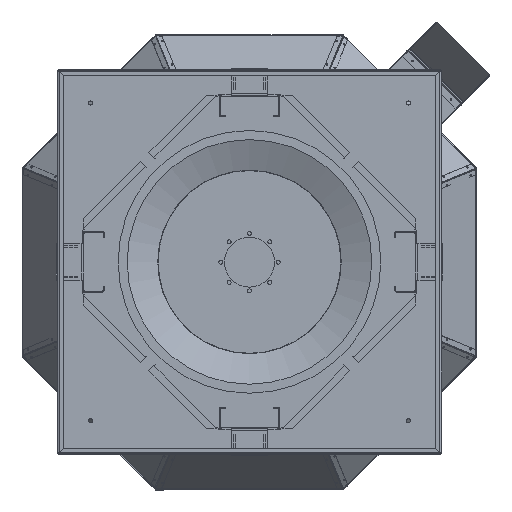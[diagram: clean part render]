
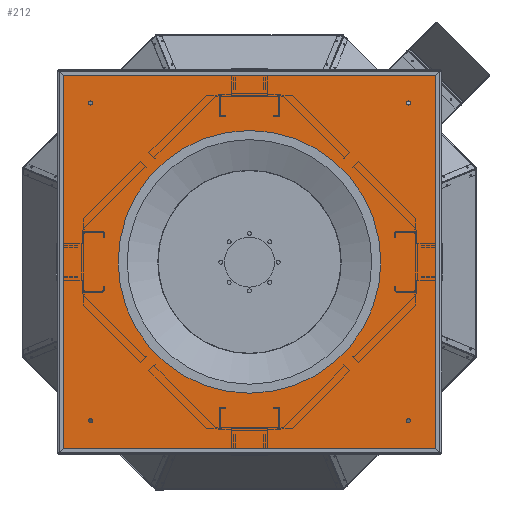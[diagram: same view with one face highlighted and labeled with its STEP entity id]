
A CAD part, top view. The second image highlights one B-rep face of the part: STEP entity #212.
In plain terms, the highlighted planar face has unit normal (0, 0, 1).
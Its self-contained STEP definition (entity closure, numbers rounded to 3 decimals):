
#212=ADVANCED_FACE('',(#36459,#36461,#36463,#36465,#36467,#36469),#36471,.T.);
#36459=FACE_BOUND('',#36460,.T.);
#36460=EDGE_LOOP('',(#73256,#73257,#73258,#73259));
#36461=FACE_BOUND('',#36462,.T.);
#36462=EDGE_LOOP('',(#73260));
#36463=FACE_BOUND('',#36464,.T.);
#36464=EDGE_LOOP('',(#73261));
#36465=FACE_BOUND('',#36466,.T.);
#36466=EDGE_LOOP('',(#73262));
#36467=FACE_BOUND('',#36468,.T.);
#36468=EDGE_LOOP('',(#73263));
#36469=FACE_BOUND('',#36470,.T.);
#36470=EDGE_LOOP('',(#73264));
#36471=PLANE('',#36472);
#36472=AXIS2_PLACEMENT_3D('',#36473,#36474,#36475);
#36473=CARTESIAN_POINT('',(0.,0.,3.));
#36474=DIRECTION('',(0.,0.,1.));
#36475=DIRECTION('',(-1.,0.,0.));
#73256=ORIENTED_EDGE('',*,*,#95344,.F.);
#73257=ORIENTED_EDGE('',*,*,#95345,.F.);
#73258=ORIENTED_EDGE('',*,*,#95346,.F.);
#73259=ORIENTED_EDGE('',*,*,#95347,.T.);
#73260=ORIENTED_EDGE('',*,*,#95348,.F.);
#73261=ORIENTED_EDGE('',*,*,#95349,.T.);
#73262=ORIENTED_EDGE('',*,*,#95350,.T.);
#73263=ORIENTED_EDGE('',*,*,#95351,.T.);
#73264=ORIENTED_EDGE('',*,*,#95352,.T.);
#95344=EDGE_CURVE('',#106241,#106242,#106243,.T.);
#95345=EDGE_CURVE('',#106244,#106241,#106245,.T.);
#95346=EDGE_CURVE('',#106246,#106244,#106247,.T.);
#95347=EDGE_CURVE('',#106246,#106242,#106248,.T.);
#95348=EDGE_CURVE('',#106249,#106249,#106250,.F.);
#95349=EDGE_CURVE('',#106251,#106251,#106252,.F.);
#95350=EDGE_CURVE('',#106253,#106253,#106254,.F.);
#95351=EDGE_CURVE('',#106255,#106255,#106256,.F.);
#95352=EDGE_CURVE('',#106257,#106257,#106258,.F.);
#106241=VERTEX_POINT('',#122834);
#106242=VERTEX_POINT('',#122835);
#106243=LINE('',#122836,#122837);
#106244=VERTEX_POINT('',#122839);
#106245=LINE('',#122840,#122841);
#106246=VERTEX_POINT('',#122843);
#106247=LINE('',#122844,#122845);
#106248=LINE('',#122847,#122848);
#106249=VERTEX_POINT('',#122850);
#106250=CIRCLE('',#122851,434.);
#106251=VERTEX_POINT('',#122855);
#106252=CIRCLE('',#122856,6.65);
#106253=VERTEX_POINT('',#122860);
#106254=CIRCLE('',#122861,6.65);
#106255=VERTEX_POINT('',#122865);
#106256=CIRCLE('',#122866,6.65);
#106257=VERTEX_POINT('',#122870);
#106258=CIRCLE('',#122871,6.65);
#122834=CARTESIAN_POINT('',(628.4,628.4,3.));
#122835=CARTESIAN_POINT('',(628.4,-628.4,3.));
#122836=CARTESIAN_POINT('',(628.4,628.4,3.));
#122837=VECTOR('',#122838,1.);
#122838=DIRECTION('',(0.,-1.,0.));
#122839=CARTESIAN_POINT('',(-628.4,628.4,3.));
#122840=CARTESIAN_POINT('',(-628.4,628.4,3.));
#122841=VECTOR('',#122842,1.);
#122842=DIRECTION('',(1.,0.,0.));
#122843=CARTESIAN_POINT('',(-628.4,-628.4,3.));
#122844=CARTESIAN_POINT('',(-628.4,-628.4,3.));
#122845=VECTOR('',#122846,1.);
#122846=DIRECTION('',(0.,1.,0.));
#122847=CARTESIAN_POINT('',(-628.4,-628.4,3.));
#122848=VECTOR('',#122849,1.);
#122849=DIRECTION('',(1.,0.,0.));
#122850=CARTESIAN_POINT('',(0.,-434.,3.));
#122851=AXIS2_PLACEMENT_3D('',#122852,#122853,#122854);
#122852=CARTESIAN_POINT('',(0.,0.,3.));
#122853=DIRECTION('',(-0.,-0.,-1.));
#122854=DIRECTION('',(0.,-1.,0.));
#122855=CARTESIAN_POINT('',(-518.35,525.,3.));
#122856=AXIS2_PLACEMENT_3D('',#122857,#122858,#122859);
#122857=CARTESIAN_POINT('',(-525.,525.,3.));
#122858=DIRECTION('',(0.,0.,1.));
#122859=DIRECTION('',(1.,0.,-0.));
#122860=CARTESIAN_POINT('',(-518.35,-525.,3.));
#122861=AXIS2_PLACEMENT_3D('',#122862,#122863,#122864);
#122862=CARTESIAN_POINT('',(-525.,-525.,3.));
#122863=DIRECTION('',(0.,0.,1.));
#122864=DIRECTION('',(1.,0.,-0.));
#122865=CARTESIAN_POINT('',(518.35,-525.,3.));
#122866=AXIS2_PLACEMENT_3D('',#122867,#122868,#122869);
#122867=CARTESIAN_POINT('',(525.,-525.,3.));
#122868=DIRECTION('',(0.,0.,1.));
#122869=DIRECTION('',(-1.,0.,0.));
#122870=CARTESIAN_POINT('',(518.35,525.,3.));
#122871=AXIS2_PLACEMENT_3D('',#122872,#122873,#122874);
#122872=CARTESIAN_POINT('',(525.,525.,3.));
#122873=DIRECTION('',(0.,0.,1.));
#122874=DIRECTION('',(-1.,0.,0.));
